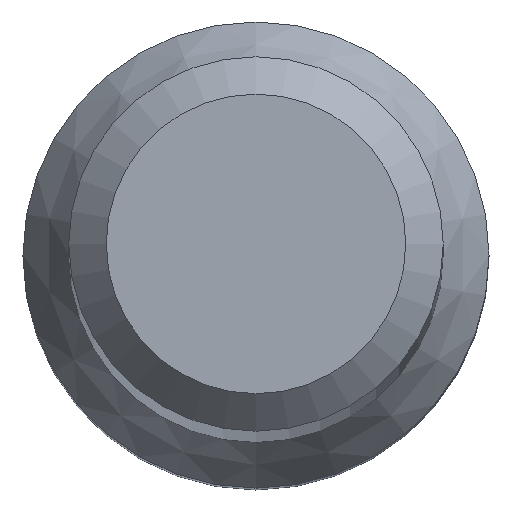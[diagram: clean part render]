
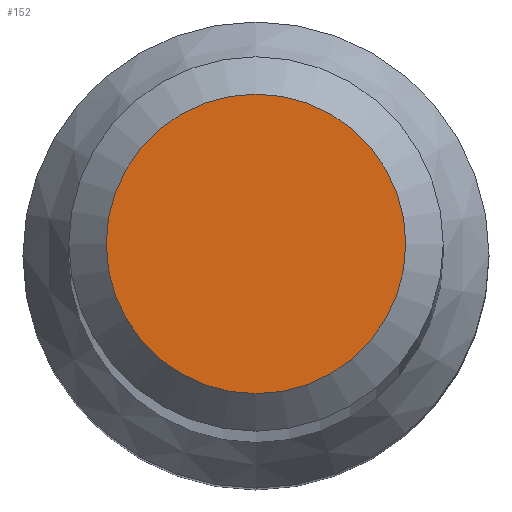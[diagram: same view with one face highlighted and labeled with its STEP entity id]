
A CAD part, top view. The second image highlights one B-rep face of the part: STEP entity #152.
In plain terms, the highlighted planar face has unit normal (0, 0, 1).
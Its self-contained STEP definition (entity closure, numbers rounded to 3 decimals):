
#11 = DIRECTION ( 'NONE',  ( 0., 1., 0. ) ) ;
#24 = CARTESIAN_POINT ( 'NONE',  ( 0., 0., 80. ) ) ;
#40 = AXIS2_PLACEMENT_3D ( 'NONE', #180, #102, #11 ) ;
#88 = CARTESIAN_POINT ( 'NONE',  ( 0., 1.6, 80. ) ) ;
#102 = DIRECTION ( 'NONE',  ( 0., 0., -1. ) ) ;
#116 = FACE_OUTER_BOUND ( 'NONE', #184, .T. ) ;
#123 = VERTEX_POINT ( 'NONE', #88 ) ;
#152 = ADVANCED_FACE ( 'NONE', ( #116 ), #195, .F. ) ;
#157 = DIRECTION ( 'NONE',  ( 0., 0., -1. ) ) ;
#180 = CARTESIAN_POINT ( 'NONE',  ( 0., 0., 80. ) ) ;
#184 = EDGE_LOOP ( 'NONE', ( #187 ) ) ;
#187 = ORIENTED_EDGE ( 'NONE', *, *, #243, .F. ) ;
#190 = DIRECTION ( 'NONE',  ( 0., 1., 0. ) ) ;
#195 = PLANE ( 'NONE',  #205 ) ;
#205 = AXIS2_PLACEMENT_3D ( 'NONE', #24, #157, #190 ) ;
#227 = CIRCLE ( 'NONE', #40, 1.6 ) ;
#243 = EDGE_CURVE ( 'NONE', #123, #123, #227, .T. ) ;
